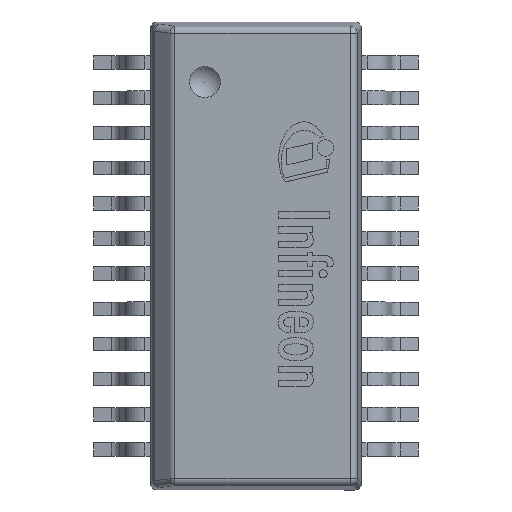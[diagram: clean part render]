
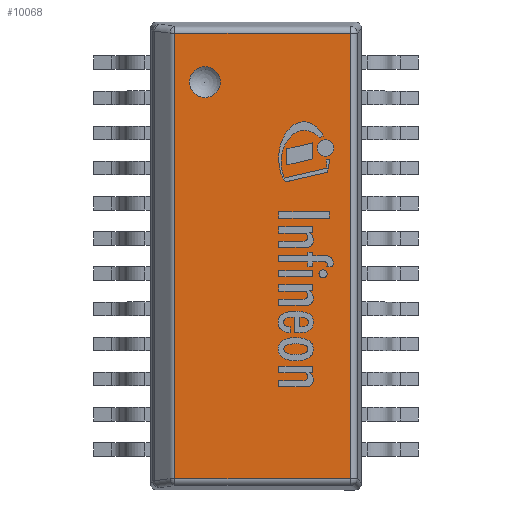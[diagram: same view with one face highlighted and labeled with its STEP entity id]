
A CAD part, top view. The second image highlights one B-rep face of the part: STEP entity #10068.
In plain terms, the highlighted planar face has unit normal (0, 0, 1).
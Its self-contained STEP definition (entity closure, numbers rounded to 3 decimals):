
#100=FACE_BOUND('',#3401,.T.);
#108=PLANE('',#10731);
#454=LINE('',#15024,#1496);
#456=LINE('',#15027,#1498);
#459=LINE('',#15032,#1501);
#464=LINE('',#15042,#1506);
#1496=VECTOR('',#11828,1.);
#1498=VECTOR('',#11832,1.);
#1501=VECTOR('',#11839,1.);
#1506=VECTOR('',#11850,1.);
#2801=FACE_OUTER_BOUND('',#3400,.T.);
#3400=EDGE_LOOP('',(#7066,#7067,#7068,#7069));
#3401=EDGE_LOOP('',(#7070));
#4002=CIRCLE('',#10732,0.286);
#4462=VERTEX_POINT('',#14985);
#4468=VERTEX_POINT('',#14999);
#4470=VERTEX_POINT('',#15004);
#4472=VERTEX_POINT('',#15010);
#4483=VERTEX_POINT('',#15069);
#5486=EDGE_CURVE('',#4470,#4472,#454,.T.);
#5488=EDGE_CURVE('',#4472,#4468,#456,.T.);
#5491=EDGE_CURVE('',#4462,#4470,#459,.T.);
#5497=EDGE_CURVE('',#4468,#4462,#464,.T.);
#5512=EDGE_CURVE('',#4483,#4483,#4002,.T.);
#7066=ORIENTED_EDGE('',*,*,#5486,.F.);
#7067=ORIENTED_EDGE('',*,*,#5491,.F.);
#7068=ORIENTED_EDGE('',*,*,#5497,.F.);
#7069=ORIENTED_EDGE('',*,*,#5488,.F.);
#7070=ORIENTED_EDGE('',*,*,#5512,.T.);
#10068=ADVANCED_FACE('',(#2801,#100),#108,.T.);
#10731=AXIS2_PLACEMENT_3D('',#15068,#11881,#11882);
#10732=AXIS2_PLACEMENT_3D('',#15070,#11883,#11884);
#11828=DIRECTION('',(1.,0.,0.));
#11832=DIRECTION('',(0.,-1.,0.));
#11839=DIRECTION('',(0.,1.,0.));
#11850=DIRECTION('',(-1.,0.,0.));
#11881=DIRECTION('center_axis',(0.,0.,1.));
#11882=DIRECTION('ref_axis',(0.,-1.,0.));
#11883=DIRECTION('center_axis',(0.,0.,-1.));
#11884=DIRECTION('ref_axis',(0.,-1.,0.));
#14985=CARTESIAN_POINT('',(-1.499,-4.117,1.75));
#14999=CARTESIAN_POINT('',(1.742,-4.117,1.75));
#15004=CARTESIAN_POINT('',(-1.499,4.117,1.75));
#15010=CARTESIAN_POINT('',(1.742,4.117,1.75));
#15024=CARTESIAN_POINT('',(-0.975,4.117,1.75));
#15027=CARTESIAN_POINT('',(1.742,2.163,1.75));
#15032=CARTESIAN_POINT('',(-1.499,-7.67,1.75));
#15042=CARTESIAN_POINT('',(0.975,-4.117,1.75));
#15068=CARTESIAN_POINT('Origin',(0.,0.,
1.75));
#15069=CARTESIAN_POINT('',(-0.945,3.499,1.75));
#15070=CARTESIAN_POINT('Origin',(-0.945,3.213,1.75));
